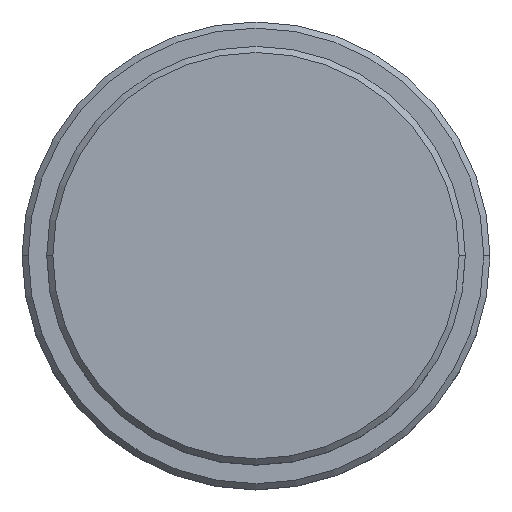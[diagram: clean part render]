
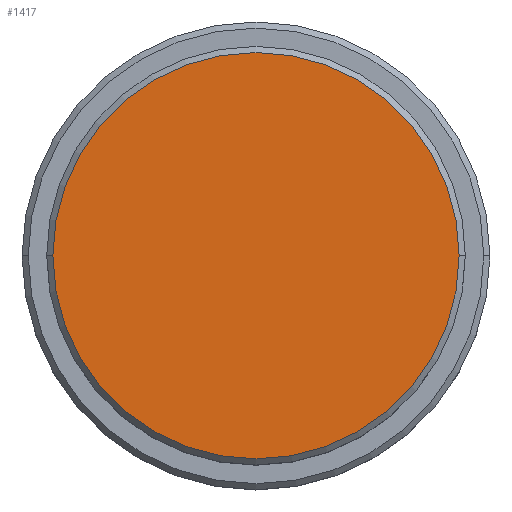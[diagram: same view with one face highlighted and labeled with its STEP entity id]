
A CAD part, top view. The second image highlights one B-rep face of the part: STEP entity #1417.
In plain terms, the highlighted planar face has unit normal (0, 0, 1).
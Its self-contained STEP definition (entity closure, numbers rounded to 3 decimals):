
#28 = EDGE_CURVE ( 'NONE', #1069, #1414, #1158, .T. ) ;
#106 = FACE_OUTER_BOUND ( 'NONE', #742, .T. ) ;
#117 = CARTESIAN_POINT ( 'NONE',  ( -16.5, 0., 0. ) ) ;
#222 = PLANE ( 'NONE',  #414 ) ;
#271 = AXIS2_PLACEMENT_3D ( 'NONE', #301, #754, #774 ) ;
#301 = CARTESIAN_POINT ( 'NONE',  ( 0., 0., 0. ) ) ;
#309 = DIRECTION ( 'NONE',  ( 0., 0., 1. ) ) ;
#414 = AXIS2_PLACEMENT_3D ( 'NONE', #844, #309, #616 ) ;
#422 = DIRECTION ( 'NONE',  ( 1., 0., 0. ) ) ;
#442 = CIRCLE ( 'NONE', #956, 16.5 ) ;
#616 = DIRECTION ( 'NONE',  ( 1., 0., 0. ) ) ;
#649 = ORIENTED_EDGE ( 'NONE', *, *, #28, .T. ) ;
#742 = EDGE_LOOP ( 'NONE', ( #649, #1089 ) ) ;
#754 = DIRECTION ( 'NONE',  ( 0., 0., 1. ) ) ;
#774 = DIRECTION ( 'NONE',  ( 1., 0., 0. ) ) ;
#835 = CARTESIAN_POINT ( 'NONE',  ( 16.5, 0., 0. ) ) ;
#844 = CARTESIAN_POINT ( 'NONE',  ( 0., 0., 0. ) ) ;
#956 = AXIS2_PLACEMENT_3D ( 'NONE', #1192, #1090, #422 ) ;
#1069 = VERTEX_POINT ( 'NONE', #117 ) ;
#1089 = ORIENTED_EDGE ( 'NONE', *, *, #1157, .T. ) ;
#1090 = DIRECTION ( 'NONE',  ( 0., 0., 1. ) ) ;
#1157 = EDGE_CURVE ( 'NONE', #1414, #1069, #442, .T. ) ;
#1158 = CIRCLE ( 'NONE', #271, 16.5 ) ;
#1192 = CARTESIAN_POINT ( 'NONE',  ( 0., 0., 0. ) ) ;
#1414 = VERTEX_POINT ( 'NONE', #835 ) ;
#1417 = ADVANCED_FACE ( 'NONE', ( #106 ), #222, .T. ) ;
